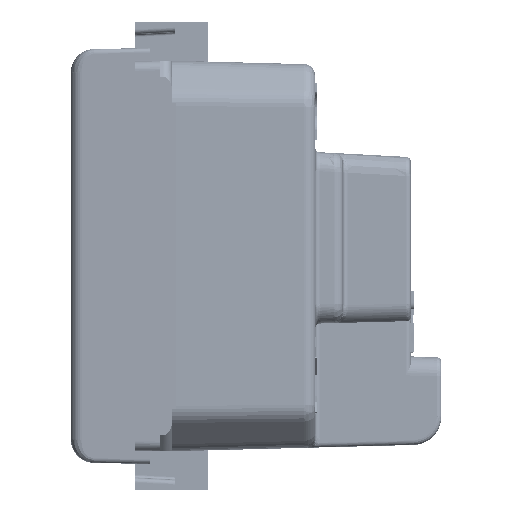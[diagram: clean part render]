
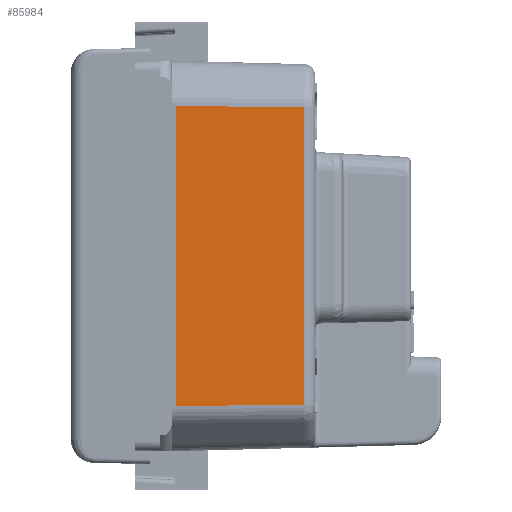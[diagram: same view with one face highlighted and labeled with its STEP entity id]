
A CAD part, left-side view. The second image highlights one B-rep face of the part: STEP entity #85984.
In plain terms, the highlighted face is planar.
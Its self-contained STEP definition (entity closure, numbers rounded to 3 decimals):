
#521 = CARTESIAN_POINT ( 'NONE',  ( 33.075, -17.405, 41.7 ) ) ;
#2785 = VECTOR ( 'NONE', #34135, 1000. ) ;
#3042 = CARTESIAN_POINT ( 'NONE',  ( 33.075, -17.393, 41.7 ) ) ;
#6008 = CARTESIAN_POINT ( 'NONE',  ( 32.713, 15.565, 27.869 ) ) ;
#12981 = EDGE_CURVE ( 'NONE', #170214, #180116, #136201, .T. ) ;
#13560 = CARTESIAN_POINT ( 'NONE',  ( 33.075, 17.368, 41.7 ) ) ;
#22430 = CARTESIAN_POINT ( 'NONE',  ( 33.075, 17.405, 41.7 ) ) ;
#34135 = DIRECTION ( 'NONE',  ( -0.026, 0.011, -1. ) ) ;
#41875 = CARTESIAN_POINT ( 'NONE',  ( 33.075, -17.368, 41.7 ) ) ;
#42250 = DIRECTION ( 'NONE',  ( 0., 1., 0. ) ) ;
#43600 = VECTOR ( 'NONE', #42250, 1000. ) ;
#43654 = VECTOR ( 'NONE', #129067, 1000. ) ;
#44113 = ORIENTED_EDGE ( 'NONE', *, *, #183137, .T. ) ;
#44812 = CARTESIAN_POINT ( 'NONE',  ( 33.075, 0., 41.7 ) ) ;
#46518 = CARTESIAN_POINT ( 'NONE',  ( 33.075, 17.368, 41.7 ) ) ;
#46745 = VERTEX_POINT ( 'NONE', #6008 ) ;
#48848 = VECTOR ( 'NONE', #134414, 1000. ) ;
#53950 = FACE_OUTER_BOUND ( 'NONE', #154541, .T. ) ;
#55523 =( BOUNDED_CURVE ( )  B_SPLINE_CURVE ( 3, ( #521, #3042, #88977, #60411 ),
 .UNSPECIFIED., .F., .F. ) 
 B_SPLINE_CURVE_WITH_KNOTS ( ( 4, 4 ),
 ( 1.507, 1.533 ),
 .UNSPECIFIED. ) 
 CURVE ( )  GEOMETRIC_REPRESENTATION_ITEM ( )  RATIONAL_B_SPLINE_CURVE ( ( 1., 1., 1., 1. ) ) 
 REPRESENTATION_ITEM ( '' )  );
#57194 = LINE ( 'NONE', #127905, #184554 ) ;
#60411 = CARTESIAN_POINT ( 'NONE',  ( 33.075, -17.368, 41.7 ) ) ;
#61241 = EDGE_CURVE ( 'NONE', #161438, #149442, #134734, .T. ) ;
#61813 = CARTESIAN_POINT ( 'NONE',  ( 33.075, 17.393, 41.7 ) ) ;
#67538 = EDGE_CURVE ( 'NONE', #46745, #180116, #57194, .T. ) ;
#69670 = CARTESIAN_POINT ( 'NONE',  ( 32.713, 0., 27.869 ) ) ;
#71026 = EDGE_CURVE ( 'NONE', #78663, #98569, #55523, .T. ) ;
#71965 = DIRECTION ( 'NONE',  ( 0.026, 0.011, 1. ) ) ;
#72198 = DIRECTION ( 'NONE',  ( 1., 0., -0.026 ) ) ;
#73156 = LINE ( 'NONE', #69670, #43600 ) ;
#76405 = DIRECTION ( 'NONE',  ( 0., -1., 0. ) ) ;
#77504 = ORIENTED_EDGE ( 'NONE', *, *, #118913, .T. ) ;
#78663 = VERTEX_POINT ( 'NONE', #183665 ) ;
#85984 = ADVANCED_FACE ( 'NONE', ( #53950 ), #131858, .T. ) ;
#86813 = DIRECTION ( 'NONE',  ( -0.026, 0., -1. ) ) ;
#87522 = LINE ( 'NONE', #177537, #48848 ) ;
#88977 = CARTESIAN_POINT ( 'NONE',  ( 33.075, -17.381, 41.7 ) ) ;
#90672 = VECTOR ( 'NONE', #76405, 1000. ) ;
#95413 = EDGE_CURVE ( 'NONE', #98569, #161438, #87522, .T. ) ;
#98569 = VERTEX_POINT ( 'NONE', #41875 ) ;
#98620 = CARTESIAN_POINT ( 'NONE',  ( 33.075, 33., 41.7 ) ) ;
#118473 = CARTESIAN_POINT ( 'NONE',  ( 33.075, 0., 41.7 ) ) ;
#118839 =( BOUNDED_CURVE ( )  B_SPLINE_CURVE ( 3, ( #46518, #146884, #61813, #177314 ),
 .UNSPECIFIED., .F., .T. ) 
 B_SPLINE_CURVE_WITH_KNOTS ( ( 4, 4 ),
 ( 4.75, 4.776 ),
 .UNSPECIFIED. ) 
 CURVE ( )  GEOMETRIC_REPRESENTATION_ITEM ( )  RATIONAL_B_SPLINE_CURVE ( ( 1., 1., 1., 1. ) ) 
 REPRESENTATION_ITEM ( '' )  );
#118913 = EDGE_CURVE ( 'NONE', #182889, #78663, #139222, .T. ) ;
#121270 = ORIENTED_EDGE ( 'NONE', *, *, #71026, .T. ) ;
#127905 = CARTESIAN_POINT ( 'NONE',  ( 33.071, 15.713, 41.53 ) ) ;
#129067 = DIRECTION ( 'NONE',  ( 0., -1., 0. ) ) ;
#129100 = ORIENTED_EDGE ( 'NONE', *, *, #169405, .T. ) ;
#131222 = AXIS2_PLACEMENT_3D ( 'NONE', #44812, #72198, #86813 ) ;
#131858 = PLANE ( 'NONE',  #131222 ) ;
#134414 = DIRECTION ( 'NONE',  ( 0., 1., 0. ) ) ;
#134734 = LINE ( 'NONE', #149802, #2785 ) ;
#136201 = LINE ( 'NONE', #118473, #90672 ) ;
#139222 = LINE ( 'NONE', #98620, #43654 ) ;
#144251 = ORIENTED_EDGE ( 'NONE', *, *, #61241, .T. ) ;
#146025 = CARTESIAN_POINT ( 'NONE',  ( 32.713, -15.565, 27.869 ) ) ;
#146884 = CARTESIAN_POINT ( 'NONE',  ( 33.075, 17.381, 41.7 ) ) ;
#149442 = VERTEX_POINT ( 'NONE', #146025 ) ;
#149802 = CARTESIAN_POINT ( 'NONE',  ( 33.071, -15.713, 41.53 ) ) ;
#150919 = CARTESIAN_POINT ( 'NONE',  ( 33.075, 15.715, 41.7 ) ) ;
#154197 = ORIENTED_EDGE ( 'NONE', *, *, #95413, .T. ) ;
#154541 = EDGE_LOOP ( 'NONE', ( #77504, #121270, #154197, #144251, #129100, #172500, #188425, #44113 ) ) ;
#161438 = VERTEX_POINT ( 'NONE', #188484 ) ;
#169405 = EDGE_CURVE ( 'NONE', #149442, #46745, #73156, .T. ) ;
#170214 = VERTEX_POINT ( 'NONE', #13560 ) ;
#172500 = ORIENTED_EDGE ( 'NONE', *, *, #67538, .T. ) ;
#177314 = CARTESIAN_POINT ( 'NONE',  ( 33.075, 17.405, 41.7 ) ) ;
#177537 = CARTESIAN_POINT ( 'NONE',  ( 33.075, 0., 41.7 ) ) ;
#180116 = VERTEX_POINT ( 'NONE', #150919 ) ;
#182889 = VERTEX_POINT ( 'NONE', #22430 ) ;
#183137 = EDGE_CURVE ( 'NONE', #170214, #182889, #118839, .T. ) ;
#183665 = CARTESIAN_POINT ( 'NONE',  ( 33.075, -17.405, 41.7 ) ) ;
#184554 = VECTOR ( 'NONE', #71965, 1000. ) ;
#188425 = ORIENTED_EDGE ( 'NONE', *, *, #12981, .F. ) ;
#188484 = CARTESIAN_POINT ( 'NONE',  ( 33.075, -15.715, 41.7 ) ) ;
